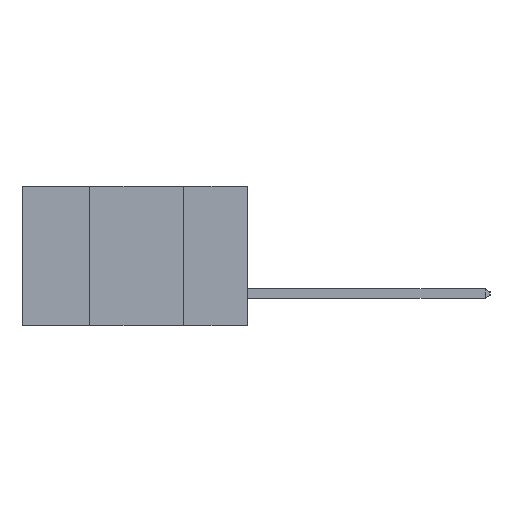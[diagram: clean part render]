
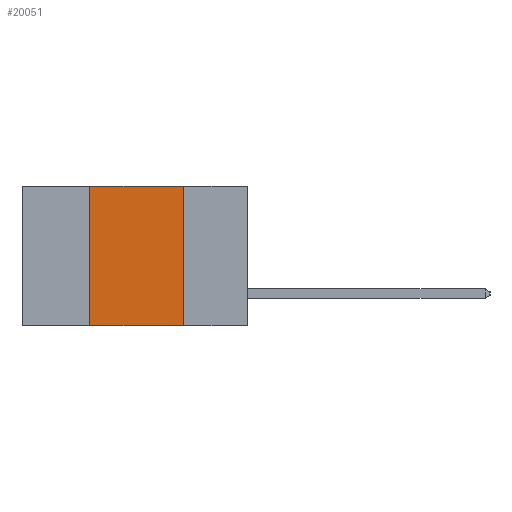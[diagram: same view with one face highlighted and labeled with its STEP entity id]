
A CAD part, left-side view. The second image highlights one B-rep face of the part: STEP entity #20051.
In plain terms, the highlighted planar face has unit normal (-1, 0, 0).
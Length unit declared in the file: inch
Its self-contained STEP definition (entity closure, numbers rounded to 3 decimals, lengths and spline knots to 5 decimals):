
#3453 = ORIENTED_EDGE ( 'NONE', *, *, #20266, .F. ) ;
#4642 = DIRECTION ( 'NONE',  ( 1., 0., 0. ) ) ;
#5379 = CARTESIAN_POINT ( 'NONE',  ( 0., 0.17, -0.37 ) ) ;
#5645 = DIRECTION ( 'NONE',  ( 0., 0., 1. ) ) ;
#5806 = VERTEX_POINT ( 'NONE', #6046 ) ;
#6046 = CARTESIAN_POINT ( 'NONE',  ( 0., 0.42, -0.37 ) ) ;
#6981 = FACE_OUTER_BOUND ( 'NONE', #23655, .T. ) ;
#7059 = VERTEX_POINT ( 'NONE', #18825 ) ;
#7261 = VECTOR ( 'NONE', #8643, 39.37008 ) ;
#7282 = DIRECTION ( 'NONE',  ( 0., 0., -1. ) ) ;
#7568 = ORIENTED_EDGE ( 'NONE', *, *, #20733, .T. ) ;
#8413 = LINE ( 'NONE', #19558, #12776 ) ;
#8449 = AXIS2_PLACEMENT_3D ( 'NONE', #21439, #4642, #17783 ) ;
#8643 = DIRECTION ( 'NONE',  ( 0., -1., 0. ) ) ;
#10932 = LINE ( 'NONE', #14991, #15330 ) ;
#12079 = VERTEX_POINT ( 'NONE', #13868 ) ;
#12227 = LINE ( 'NONE', #17993, #7261 ) ;
#12533 = ORIENTED_EDGE ( 'NONE', *, *, #23176, .F. ) ;
#12711 = VERTEX_POINT ( 'NONE', #23178 ) ;
#12722 = EDGE_CURVE ( 'NONE', #12711, #7059, #8413, .T. ) ;
#12776 = VECTOR ( 'NONE', #13992, 39.37008 ) ;
#13868 = CARTESIAN_POINT ( 'NONE',  ( 0., 0.17, -0.37 ) ) ;
#13992 = DIRECTION ( 'NONE',  ( 0., -1., 0. ) ) ;
#14991 = CARTESIAN_POINT ( 'NONE',  ( 0., 0.42, -0.37 ) ) ;
#15330 = VECTOR ( 'NONE', #5645, 39.37008 ) ;
#15902 = PLANE ( 'NONE',  #8449 ) ;
#17783 = DIRECTION ( 'NONE',  ( 0., 0., -1. ) ) ;
#17993 = CARTESIAN_POINT ( 'NONE',  ( 0., 0.6, -0.37 ) ) ;
#18424 = VECTOR ( 'NONE', #7282, 39.37008 ) ;
#18825 = CARTESIAN_POINT ( 'NONE',  ( 0., 0.17, 0. ) ) ;
#19558 = CARTESIAN_POINT ( 'NONE',  ( 0., 0.6, 0. ) ) ;
#20051 = ADVANCED_FACE ( 'NONE', ( #6981 ), #15902, .F. ) ;
#20266 = EDGE_CURVE ( 'NONE', #7059, #12079, #23301, .T. ) ;
#20733 = EDGE_CURVE ( 'NONE', #5806, #12079, #12227, .T. ) ;
#21439 = CARTESIAN_POINT ( 'NONE',  ( 0., 0.6, 0. ) ) ;
#23176 = EDGE_CURVE ( 'NONE', #5806, #12711, #10932, .T. ) ;
#23178 = CARTESIAN_POINT ( 'NONE',  ( 0., 0.42, 0. ) ) ;
#23301 = LINE ( 'NONE', #5379, #18424 ) ;
#23655 = EDGE_LOOP ( 'NONE', ( #3453, #24136, #12533, #7568 ) ) ;
#24136 = ORIENTED_EDGE ( 'NONE', *, *, #12722, .F. ) ;
